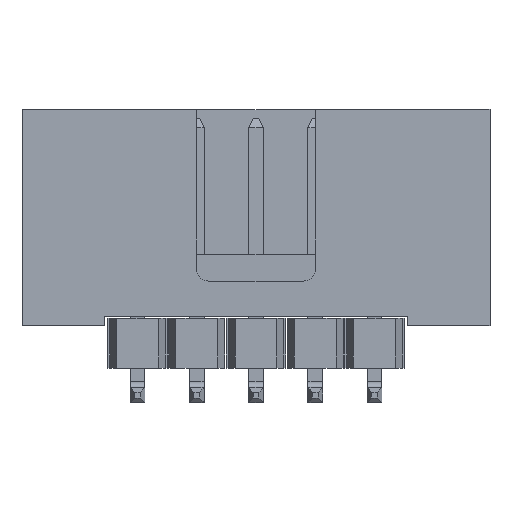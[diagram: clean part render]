
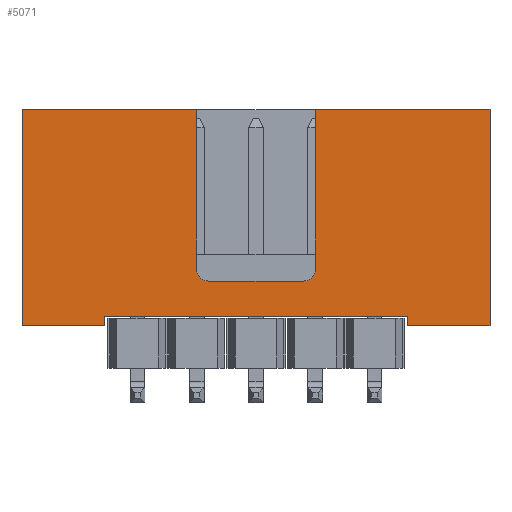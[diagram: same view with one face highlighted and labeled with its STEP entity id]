
A CAD part, top view. The second image highlights one B-rep face of the part: STEP entity #5071.
In plain terms, the highlighted planar face has unit normal (0, 0, -1).
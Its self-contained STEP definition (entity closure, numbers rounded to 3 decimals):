
#105=CIRCLE('',#5361,0.508);
#106=CIRCLE('',#5362,0.508);
#154=FACE_OUTER_BOUND('',#417,.T.);
#417=EDGE_LOOP('',(#3506,#3507,#3508,#3509,#3510,#3511,#3512,#3513,#3514,
#3515,#3516,#3517,#3518,#3519));
#710=LINE('',#7028,#1440);
#716=LINE('',#7041,#1446);
#727=LINE('',#7063,#1457);
#732=LINE('',#7073,#1462);
#733=LINE('',#7077,#1463);
#734=LINE('',#7078,#1464);
#735=LINE('',#7080,#1465);
#736=LINE('',#7082,#1466);
#737=LINE('',#7083,#1467);
#738=LINE('',#7085,#1468);
#739=LINE('',#7087,#1469);
#740=LINE('',#7089,#1470);
#1440=VECTOR('',#5674,3.556);
#1446=VECTOR('',#5682,3.556);
#1457=VECTOR('',#5699,9.271);
#1462=VECTOR('',#5706,4.064);
#1463=VECTOR('',#5709,6.858);
#1464=VECTOR('',#5710,7.493);
#1465=VECTOR('',#5711,0.393);
#1466=VECTOR('',#5712,12.954);
#1467=VECTOR('',#5713,0.393);
#1468=VECTOR('',#5714,9.271);
#1469=VECTOR('',#5715,7.493);
#1470=VECTOR('',#5716,6.858);
#2170=VERTEX_POINT('',#7025);
#2171=VERTEX_POINT('',#7027);
#2176=VERTEX_POINT('',#7038);
#2177=VERTEX_POINT('',#7040);
#2185=VERTEX_POINT('',#7062);
#2188=VERTEX_POINT('',#7071);
#2189=VERTEX_POINT('',#7072);
#2190=VERTEX_POINT('',#7074);
#2191=VERTEX_POINT('',#7076);
#2192=VERTEX_POINT('',#7079);
#2193=VERTEX_POINT('',#7081);
#2194=VERTEX_POINT('',#7084);
#2195=VERTEX_POINT('',#7086);
#2196=VERTEX_POINT('',#7088);
#2704=EDGE_CURVE('',#2170,#2171,#710,.T.);
#2710=EDGE_CURVE('',#2176,#2177,#716,.T.);
#2721=EDGE_CURVE('',#2171,#2185,#727,.T.);
#2726=EDGE_CURVE('',#2188,#2189,#732,.T.);
#2727=EDGE_CURVE('',#2190,#2189,#105,.T.);
#2728=EDGE_CURVE('',#2191,#2190,#733,.T.);
#2729=EDGE_CURVE('',#2191,#2185,#734,.T.);
#2730=EDGE_CURVE('',#2170,#2192,#735,.T.);
#2731=EDGE_CURVE('',#2192,#2193,#736,.T.);
#2732=EDGE_CURVE('',#2177,#2193,#737,.T.);
#2733=EDGE_CURVE('',#2176,#2194,#738,.T.);
#2734=EDGE_CURVE('',#2194,#2195,#739,.T.);
#2735=EDGE_CURVE('',#2195,#2196,#740,.T.);
#2736=EDGE_CURVE('',#2188,#2196,#106,.T.);
#3506=ORIENTED_EDGE('',*,*,#2726,.T.);
#3507=ORIENTED_EDGE('',*,*,#2727,.F.);
#3508=ORIENTED_EDGE('',*,*,#2728,.F.);
#3509=ORIENTED_EDGE('',*,*,#2729,.T.);
#3510=ORIENTED_EDGE('',*,*,#2721,.F.);
#3511=ORIENTED_EDGE('',*,*,#2704,.F.);
#3512=ORIENTED_EDGE('',*,*,#2730,.T.);
#3513=ORIENTED_EDGE('',*,*,#2731,.T.);
#3514=ORIENTED_EDGE('',*,*,#2732,.F.);
#3515=ORIENTED_EDGE('',*,*,#2710,.F.);
#3516=ORIENTED_EDGE('',*,*,#2733,.T.);
#3517=ORIENTED_EDGE('',*,*,#2734,.T.);
#3518=ORIENTED_EDGE('',*,*,#2735,.T.);
#3519=ORIENTED_EDGE('',*,*,#2736,.F.);
#4830=PLANE('',#5360);
#5071=ADVANCED_FACE('',(#154),#4830,.F.);
#5360=AXIS2_PLACEMENT_3D('',#7070,#5704,#5705);
#5361=AXIS2_PLACEMENT_3D('',#7075,#5707,#5708);
#5362=AXIS2_PLACEMENT_3D('',#7090,#5717,#5718);
#5674=DIRECTION('',(1.,0.,0.));
#5682=DIRECTION('',(1.,0.,0.));
#5699=DIRECTION('',(0.,1.,0.));
#5704=DIRECTION('center_axis',(0.,0.,1.));
#5705=DIRECTION('ref_axis',(1.,0.,0.));
#5706=DIRECTION('',(1.,0.,0.));
#5707=DIRECTION('center_axis',(0.,0.,-1.));
#5708=DIRECTION('ref_axis',(1.,0.,0.));
#5709=DIRECTION('',(0.,-1.,0.));
#5710=DIRECTION('',(1.,0.,0.));
#5711=DIRECTION('',(0.,1.,0.));
#5712=DIRECTION('',(-1.,0.,0.));
#5713=DIRECTION('',(0.,1.,0.));
#5714=DIRECTION('',(0.,1.,0.));
#5715=DIRECTION('',(1.,0.,0.));
#5716=DIRECTION('',(0.,-1.,0.));
#5717=DIRECTION('center_axis',(0.,0.,-1.));
#5718=DIRECTION('ref_axis',(0.,-1.,0.));
#7025=CARTESIAN_POINT('',(6.477,0.,4.382));
#7027=CARTESIAN_POINT('',(10.033,0.,4.382));
#7028=CARTESIAN_POINT('',(6.477,0.,4.382));
#7038=CARTESIAN_POINT('',(-10.033,0.,4.382));
#7040=CARTESIAN_POINT('',(-6.477,0.,4.382));
#7041=CARTESIAN_POINT('',(-10.033,0.,4.382));
#7062=CARTESIAN_POINT('',(10.033,9.271,4.382));
#7063=CARTESIAN_POINT('',(10.033,0.,4.382));
#7070=CARTESIAN_POINT('Origin',(0.,-0.185,4.382));
#7071=CARTESIAN_POINT('',(-2.032,1.905,4.382));
#7072=CARTESIAN_POINT('',(2.032,1.905,4.382));
#7073=CARTESIAN_POINT('',(-2.032,1.905,4.382));
#7074=CARTESIAN_POINT('',(2.54,2.413,4.382));
#7075=CARTESIAN_POINT('Origin',(2.032,2.413,4.382));
#7076=CARTESIAN_POINT('',(2.54,9.271,4.382));
#7077=CARTESIAN_POINT('',(2.54,9.271,4.382));
#7078=CARTESIAN_POINT('',(2.54,9.271,4.382));
#7079=CARTESIAN_POINT('',(6.477,0.393,4.382));
#7080=CARTESIAN_POINT('',(6.477,0.,4.382));
#7081=CARTESIAN_POINT('',(-6.477,0.393,4.382));
#7082=CARTESIAN_POINT('',(6.477,0.393,4.382));
#7083=CARTESIAN_POINT('',(-6.477,0.,4.382));
#7084=CARTESIAN_POINT('',(-10.033,9.271,4.382));
#7085=CARTESIAN_POINT('',(-10.033,0.,4.382));
#7086=CARTESIAN_POINT('',(-2.54,9.271,4.382));
#7087=CARTESIAN_POINT('',(-10.033,9.271,4.382));
#7088=CARTESIAN_POINT('',(-2.54,2.413,4.382));
#7089=CARTESIAN_POINT('',(-2.54,9.271,4.382));
#7090=CARTESIAN_POINT('Origin',(-2.032,2.413,4.382));
